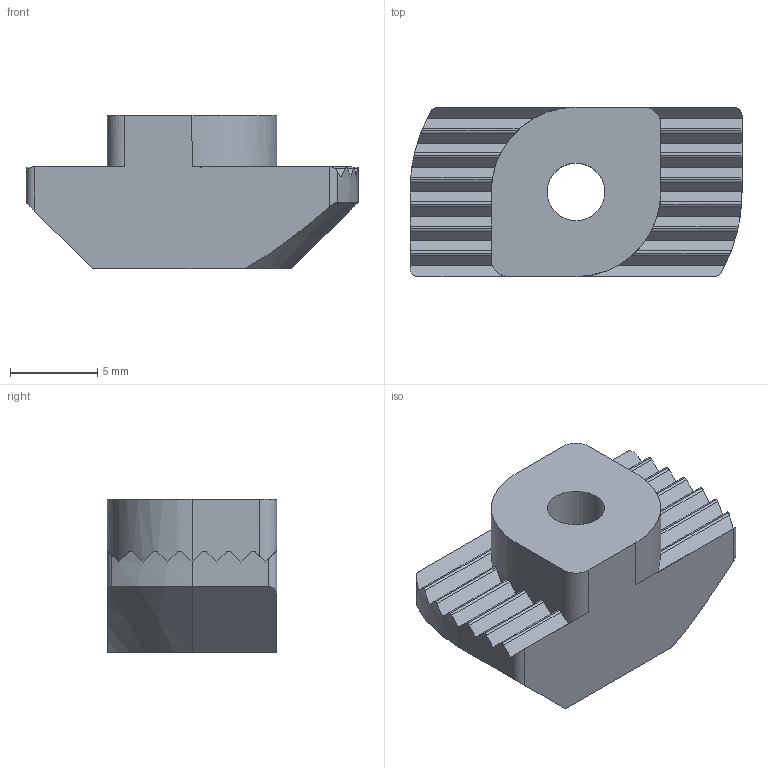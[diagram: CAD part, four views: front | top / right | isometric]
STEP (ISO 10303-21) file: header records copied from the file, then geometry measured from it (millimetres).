
FILE_DESCRIPTION(('FreeCAD Model'),'2;1');
FILE_NAME('Open CASCADE Shape Model','2024-03-19T16:38:46',(''),(''), 'Open CASCADE STEP processor 7.6','FreeCAD','Unknown');
FILE_SCHEMA(('AUTOMOTIVE_DESIGN { 1 0 10303 214 1 1 1 1 }'));
Length unit declared in the file: millimetre
Products named in the file (1): STB10-EMM4
Bounding box: 19 x 9.7 x 8.8 mm (x, y, z)
Volume: 1049.7 mm3; surface area: 815.6 mm2
Topology: 1 solids, 1 shells, 76 faces, 216 edges, 142 vertices
Faces by surface type: plane 38, cylinder 36, cone 2
Entity records: 7476 total; most frequent: CARTESIAN_POINT 3617, DIRECTION 612, ORIENTED_EDGE 432, PCURVE 432, DEFINITIONAL_REPRESENTATION 432, LINE 380, VECTOR 380, EDGE_CURVE 216
